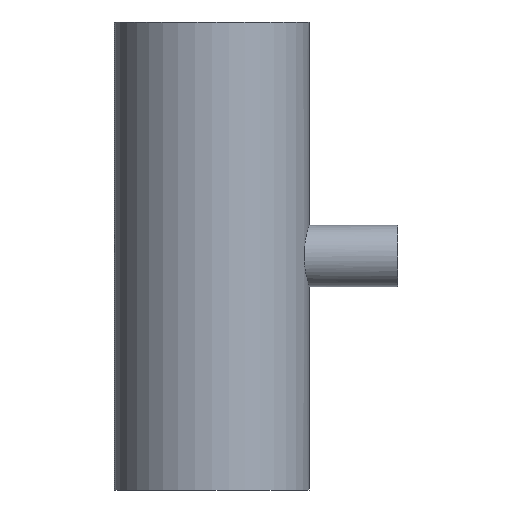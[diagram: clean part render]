
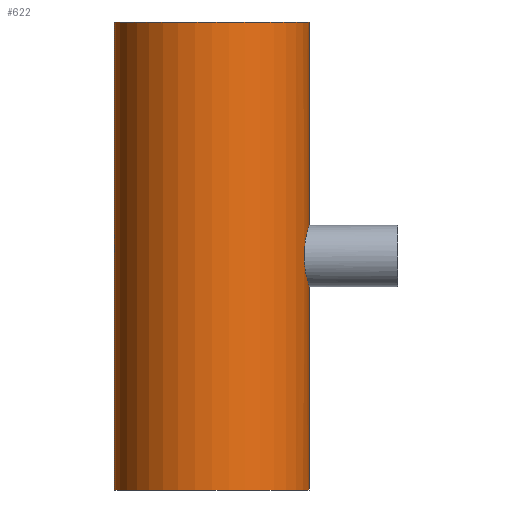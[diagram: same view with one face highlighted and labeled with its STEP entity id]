
A CAD part, front view. The second image highlights one B-rep face of the part: STEP entity #622.
In plain terms, the highlighted cylindrical face has radius 100 mm (diameter 200 mm), a partial arc.
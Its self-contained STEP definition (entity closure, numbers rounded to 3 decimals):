
#2 = CARTESIAN_POINT ( 'NONE',  ( 96.001, -27.998, -14.444 ) ) ;
#5 = CARTESIAN_POINT ( 'NONE',  ( 95.258, -30.429, 8.209 ) ) ;
#13 = CARTESIAN_POINT ( 'NONE',  ( -100., 0., 240.5 ) ) ;
#21 = VERTEX_POINT ( 'NONE', #428 ) ;
#47 = CARTESIAN_POINT ( 'NONE',  ( 99.031, -14.016, 28.285 ) ) ;
#50 = CARTESIAN_POINT ( 'NONE',  ( 94.909, -31.499, 2.085 ) ) ;
#52 = CARTESIAN_POINT ( 'NONE',  ( 98.059, -19.612, 24.655 ) ) ;
#55 = CARTESIAN_POINT ( 'NONE',  ( 97.651, -21.562, 22.987 ) ) ;
#56 = CARTESIAN_POINT ( 'NONE',  ( 98.602, -16.684, -26.738 ) ) ;
#58 = AXIS2_PLACEMENT_3D ( 'NONE', #635, #351, #568 ) ;
#69 = CIRCLE ( 'NONE', #58, 100. ) ;
#70 = CARTESIAN_POINT ( 'NONE',  ( 99.498, -10.193, -29.876 ) ) ;
#74 = EDGE_CURVE ( 'NONE', #335, #581, #362, .T. ) ;
#94 = CARTESIAN_POINT ( 'NONE',  ( 98.14, -19.204, 24.974 ) ) ;
#100 = LINE ( 'NONE', #209, #201 ) ;
#101 = CARTESIAN_POINT ( 'NONE',  ( 99.482, -10.175, 29.816 ) ) ;
#106 = CARTESIAN_POINT ( 'NONE',  ( 98.147, -19.237, -25.028 ) ) ;
#113 = CARTESIAN_POINT ( 'NONE',  ( 99.984, -2.065, -31.449 ) ) ;
#119 = EDGE_CURVE ( 'NONE', #21, #528, #379, .T. ) ;
#120 = VECTOR ( 'NONE', #225, 1000. ) ;
#144 = CARTESIAN_POINT ( 'NONE',  ( 99.377, -11.153, 29.464 ) ) ;
#148 = CARTESIAN_POINT ( 'NONE',  ( 0., 0., 240.5 ) ) ;
#151 = CARTESIAN_POINT ( 'NONE',  ( 95.737, -28.886, -12.573 ) ) ;
#156 = CARTESIAN_POINT ( 'NONE',  ( 96.669, -25.604, -18.378 ) ) ;
#159 = CARTESIAN_POINT ( 'NONE',  ( 94.978, -31.296, 4.137 ) ) ;
#167 = CARTESIAN_POINT ( 'NONE',  ( -100., 0., -240.5 ) ) ;
#168 = DIRECTION ( 'NONE',  ( 0., 0., -1. ) ) ;
#175 = LINE ( 'NONE', #511, #120 ) ;
#176 = CARTESIAN_POINT ( 'NONE',  ( 100., -1.032, -31.5 ) ) ;
#201 = VECTOR ( 'NONE', #337, 1000. ) ;
#202 = CARTESIAN_POINT ( 'NONE',  ( 95.045, -31.09, -5.17 ) ) ;
#205 = CARTESIAN_POINT ( 'NONE',  ( 95.435, -29.882, -10.179 ) ) ;
#207 = CARTESIAN_POINT ( 'NONE',  ( 98.376, -17.955, 25.887 ) ) ;
#209 = CARTESIAN_POINT ( 'NONE',  ( 100., 0., 240.5 ) ) ;
#211 = CARTESIAN_POINT ( 'NONE',  ( 99.934, -4.154, 31.293 ) ) ;
#218 = CARTESIAN_POINT ( 'NONE',  ( 99.151, -13.04, -28.693 ) ) ;
#225 = DIRECTION ( 'NONE',  ( 0., 0., -1. ) ) ;
#239 = ORIENTED_EDGE ( 'NONE', *, *, #74, .F. ) ;
#248 = CARTESIAN_POINT ( 'NONE',  ( 96.829, -24.994, -19.2 ) ) ;
#250 = CARTESIAN_POINT ( 'NONE',  ( 95.176, -30.686, 7.192 ) ) ;
#253 = CARTESIAN_POINT ( 'NONE',  ( 95.558, -29.476, 11.155 ) ) ;
#260 = CARTESIAN_POINT ( 'NONE',  ( 96.826, -25.024, 19.244 ) ) ;
#267 = ORIENTED_EDGE ( 'NONE', *, *, #405, .F. ) ;
#290 = EDGE_CURVE ( 'NONE', #581, #21, #602, .T. ) ;
#294 = VECTOR ( 'NONE', #168, 1000. ) ;
#300 = CARTESIAN_POINT ( 'NONE',  ( 95.928, -28.25, 13.973 ) ) ;
#306 = CARTESIAN_POINT ( 'NONE',  ( 95.797, -28.689, 13.048 ) ) ;
#308 = CARTESIAN_POINT ( 'NONE',  ( 99.669, -8.19, 30.434 ) ) ;
#311 = CARTESIAN_POINT ( 'NONE',  ( 98.756, -15.821, 27.316 ) ) ;
#313 = CYLINDRICAL_SURFACE ( 'NONE', #384, 100. ) ;
#315 = ORIENTED_EDGE ( 'NONE', *, *, #506, .T. ) ;
#335 = VERTEX_POINT ( 'NONE', #13 ) ;
#337 = DIRECTION ( 'NONE',  ( 0., 0., -1. ) ) ;
#342 = CARTESIAN_POINT ( 'NONE',  ( 96.357, -26.751, 16.665 ) ) ;
#350 = CARTESIAN_POINT ( 'NONE',  ( 96.211, -27.269, -15.802 ) ) ;
#351 = DIRECTION ( 'NONE',  ( 0., 0., 1. ) ) ;
#354 = CARTESIAN_POINT ( 'NONE',  ( 97.324, -22.992, -21.556 ) ) ;
#362 = CIRCLE ( 'NONE', #534, 100. ) ;
#364 = CARTESIAN_POINT ( 'NONE',  ( 100., 0., -31.5 ) ) ;
#365 = CARTESIAN_POINT ( 'NONE',  ( 99.871, -5.173, -31.09 ) ) ;
#368 = CARTESIAN_POINT ( 'NONE',  ( 100., 0., 240.5 ) ) ;
#374 = FACE_OUTER_BOUND ( 'NONE', #419, .T. ) ;
#379 = B_SPLINE_CURVE_WITH_KNOTS ( 'NONE', 3,
 ( #495, #400, #211, #404, #308, #593, #101, #144, #599, #47, #311, #207, #409, #94, #52, #597, #55, #640, #260, #342, #398, #300, #306, #253, #445, #5, #250, #159, #50, #448, #553, #503, #202, #645, #205, #151, #442, #591, #2, #350, #439, #156, #248, #544, #354, #550, #106, #56, #558, #421, #218, #70, #607, #365, #614, #113, #176, #560 ),
 .UNSPECIFIED., .F., .F.,
 ( 4, 2, 2, 2, 2, 2, 2, 2, 2, 2, 2, 2, 2, 2, 2, 2, 2, 2, 2, 2, 2, 2, 2, 2, 2, 2, 2, 2, 4 ),
 ( 0., 0.006, 0.009, 0.011, 0.012, 0.019, 0.02, 0.022, 0.025, 0.031, 0.034, 0.037, 0.04, 0.043, 0.05, 0.053, 0.056, 0.062, 0.063, 0.065, 0.068, 0.071, 0.074, 0.081, 0.084, 0.087, 0.093, 0.096, 0.099 ),
 .UNSPECIFIED. ) ;
#384 = AXIS2_PLACEMENT_3D ( 'NONE', #508, #609, #517 ) ;
#385 = CARTESIAN_POINT ( 'NONE',  ( 100., 0., -240.5 ) ) ;
#393 = DIRECTION ( 'NONE',  ( 0., 0., 1. ) ) ;
#398 = CARTESIAN_POINT ( 'NONE',  ( 96.208, -27.281, 15.78 ) ) ;
#400 = CARTESIAN_POINT ( 'NONE',  ( 100., -2.096, 31.5 ) ) ;
#404 = CARTESIAN_POINT ( 'NONE',  ( 99.747, -7.187, 30.686 ) ) ;
#405 = EDGE_CURVE ( 'NONE', #528, #485, #100, .T. ) ;
#409 = CARTESIAN_POINT ( 'NONE',  ( 98.298, -18.375, 25.59 ) ) ;
#419 = EDGE_LOOP ( 'NONE', ( #466, #239, #507, #315, #267, #570 ) ) ;
#421 = CARTESIAN_POINT ( 'NONE',  ( 99.023, -13.972, -28.251 ) ) ;
#422 = CARTESIAN_POINT ( 'NONE',  ( 100., 0., 240.5 ) ) ;
#428 = CARTESIAN_POINT ( 'NONE',  ( 100., 0., 31.5 ) ) ;
#439 = CARTESIAN_POINT ( 'NONE',  ( 96.36, -26.741, -16.679 ) ) ;
#442 = CARTESIAN_POINT ( 'NONE',  ( 95.801, -28.675, -13.049 ) ) ;
#445 = CARTESIAN_POINT ( 'NONE',  ( 95.449, -29.825, 10.188 ) ) ;
#448 = CARTESIAN_POINT ( 'NONE',  ( 94.909, -31.5, -1.02 ) ) ;
#466 = ORIENTED_EDGE ( 'NONE', *, *, #290, .F. ) ;
#485 = VERTEX_POINT ( 'NONE', #385 ) ;
#495 = CARTESIAN_POINT ( 'NONE',  ( 100., 0., 31.5 ) ) ;
#503 = CARTESIAN_POINT ( 'NONE',  ( 94.994, -31.244, -4.143 ) ) ;
#506 = EDGE_CURVE ( 'NONE', #524, #485, #69, .T. ) ;
#507 = ORIENTED_EDGE ( 'NONE', *, *, #554, .T. ) ;
#508 = CARTESIAN_POINT ( 'NONE',  ( 0., 0., 240.5 ) ) ;
#511 = CARTESIAN_POINT ( 'NONE',  ( -100., 0., 240.5 ) ) ;
#517 = DIRECTION ( 'NONE',  ( -1., 0., 0. ) ) ;
#524 = VERTEX_POINT ( 'NONE', #167 ) ;
#528 = VERTEX_POINT ( 'NONE', #364 ) ;
#534 = AXIS2_PLACEMENT_3D ( 'NONE', #148, #393, #642 ) ;
#544 = CARTESIAN_POINT ( 'NONE',  ( 97.156, -23.689, -20.787 ) ) ;
#550 = CARTESIAN_POINT ( 'NONE',  ( 97.821, -20.814, -23.733 ) ) ;
#553 = CARTESIAN_POINT ( 'NONE',  ( 94.926, -31.45, -2.061 ) ) ;
#554 = EDGE_CURVE ( 'NONE', #335, #524, #175, .T. ) ;
#558 = CARTESIAN_POINT ( 'NONE',  ( 98.748, -15.801, -27.27 ) ) ;
#560 = CARTESIAN_POINT ( 'NONE',  ( 100., 0., -31.5 ) ) ;
#568 = DIRECTION ( 'NONE',  ( 1., 0., 0. ) ) ;
#570 = ORIENTED_EDGE ( 'NONE', *, *, #119, .F. ) ;
#581 = VERTEX_POINT ( 'NONE', #422 ) ;
#591 = CARTESIAN_POINT ( 'NONE',  ( 95.933, -28.231, -13.984 ) ) ;
#593 = CARTESIAN_POINT ( 'NONE',  ( 99.532, -9.679, 29.981 ) ) ;
#597 = CARTESIAN_POINT ( 'NONE',  ( 97.815, -20.804, 23.675 ) ) ;
#599 = CARTESIAN_POINT ( 'NONE',  ( 99.322, -11.635, 29.277 ) ) ;
#602 = LINE ( 'NONE', #368, #294 ) ;
#607 = CARTESIAN_POINT ( 'NONE',  ( 99.682, -8.227, -30.477 ) ) ;
#609 = DIRECTION ( 'NONE',  ( 0., 0., -1. ) ) ;
#614 = CARTESIAN_POINT ( 'NONE',  ( 99.92, -4.133, -31.245 ) ) ;
#622 = ADVANCED_FACE ( 'NONE', ( #374 ), #313, .T. ) ;
#635 = CARTESIAN_POINT ( 'NONE',  ( 0., 0., -240.5 ) ) ;
#640 = CARTESIAN_POINT ( 'NONE',  ( 97.156, -23.725, 20.821 ) ) ;
#642 = DIRECTION ( 'NONE',  ( 1., 0., 0. ) ) ;
#645 = CARTESIAN_POINT ( 'NONE',  ( 95.242, -30.482, -8.209 ) ) ;
